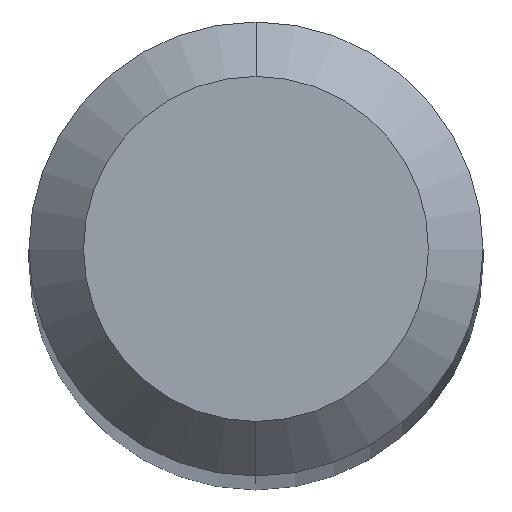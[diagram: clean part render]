
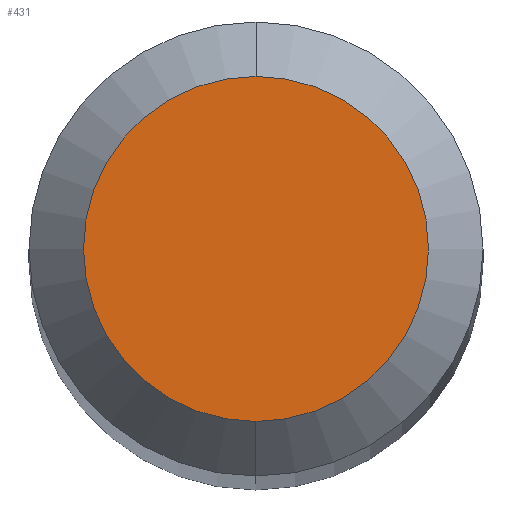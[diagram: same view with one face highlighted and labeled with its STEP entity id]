
A CAD part, top view. The second image highlights one B-rep face of the part: STEP entity #431.
In plain terms, the highlighted planar face has unit normal (0, 0, 1).
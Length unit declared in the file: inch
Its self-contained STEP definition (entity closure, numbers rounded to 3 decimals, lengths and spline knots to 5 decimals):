
#1 = DIRECTION ( 'NONE',  ( 0., 0., -1. ) ) ;
#5 = CIRCLE ( 'NONE', #548, 0.0475 ) ;
#61 = CARTESIAN_POINT ( 'NONE',  ( 0., 0., 0. ) ) ;
#63 = CARTESIAN_POINT ( 'NONE',  ( 0., 0., 0. ) ) ;
#89 = PLANE ( 'NONE',  #266 ) ;
#112 = CARTESIAN_POINT ( 'NONE',  ( 0., -0.0475, 0. ) ) ;
#148 = DIRECTION ( 'NONE',  ( 0., 0., 1. ) ) ;
#155 = AXIS2_PLACEMENT_3D ( 'NONE', #61, #148, #329 ) ;
#200 = VERTEX_POINT ( 'NONE', #112 ) ;
#206 = EDGE_LOOP ( 'NONE', ( #413, #294 ) ) ;
#210 = EDGE_CURVE ( 'NONE', #391, #200, #361, .T. ) ;
#229 = DIRECTION ( 'NONE',  ( 0., 0., 1. ) ) ;
#233 = EDGE_CURVE ( 'NONE', #200, #391, #5, .T. ) ;
#255 = DIRECTION ( 'NONE',  ( 0., 1., 0. ) ) ;
#260 = CARTESIAN_POINT ( 'NONE',  ( 0., 0.0475, 0. ) ) ;
#266 = AXIS2_PLACEMENT_3D ( 'NONE', #260, #1, #255 ) ;
#294 = ORIENTED_EDGE ( 'NONE', *, *, #233, .T. ) ;
#329 = DIRECTION ( 'NONE',  ( 0., -1., 0. ) ) ;
#332 = DIRECTION ( 'NONE',  ( 0., -1., 0. ) ) ;
#361 = CIRCLE ( 'NONE', #155, 0.0475 ) ;
#391 = VERTEX_POINT ( 'NONE', #440 ) ;
#413 = ORIENTED_EDGE ( 'NONE', *, *, #210, .T. ) ;
#431 = ADVANCED_FACE ( 'NONE', ( #467 ), #89, .F. ) ;
#440 = CARTESIAN_POINT ( 'NONE',  ( 0., 0.0475, 0. ) ) ;
#467 = FACE_OUTER_BOUND ( 'NONE', #206, .T. ) ;
#548 = AXIS2_PLACEMENT_3D ( 'NONE', #63, #229, #332 ) ;
